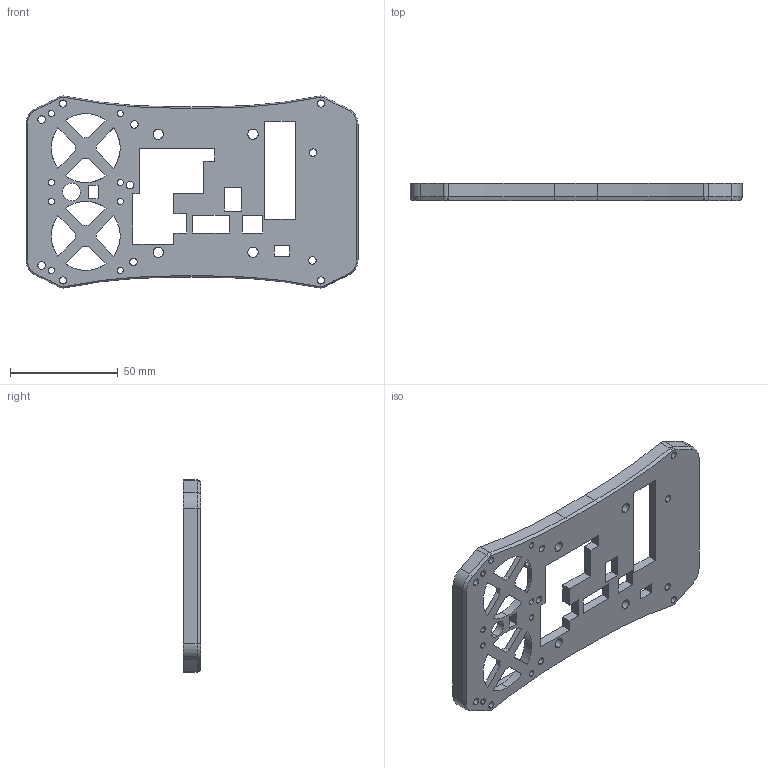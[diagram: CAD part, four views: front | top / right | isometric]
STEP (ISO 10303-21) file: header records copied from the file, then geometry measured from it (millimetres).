
FILE_DESCRIPTION (( 'STEP AP214' ), '1' );
FILE_NAME ('綴裔-2025030701.STEP', '2025-03-07T10:22:12', ( '' ), ( '' ), 'SwSTEP 2.0', 'SolidWorks 2018', '' );
FILE_SCHEMA (( 'AUTOMOTIVE_DESIGN' ));
Length unit declared in the file: millimetre
Products named in the file (1): 綴裔-2025030701
Bounding box: 154.2 x 8 x 89.2 mm (x, y, z)
Volume: 42874.8 mm3; surface area: 28438.7 mm2
Topology: 1 solids, 1 shells, 206 faces, 622 edges, 408 vertices
Faces by surface type: plane 101, cylinder 87, cone 18
Entity records: 7194 total; most frequent: CARTESIAN_POINT 1327, ORIENTED_EDGE 1244, DIRECTION 1204, EDGE_CURVE 622, VERTEX_POINT 408, AXIS2_PLACEMENT_3D 405, VECTOR 394, LINE 394
